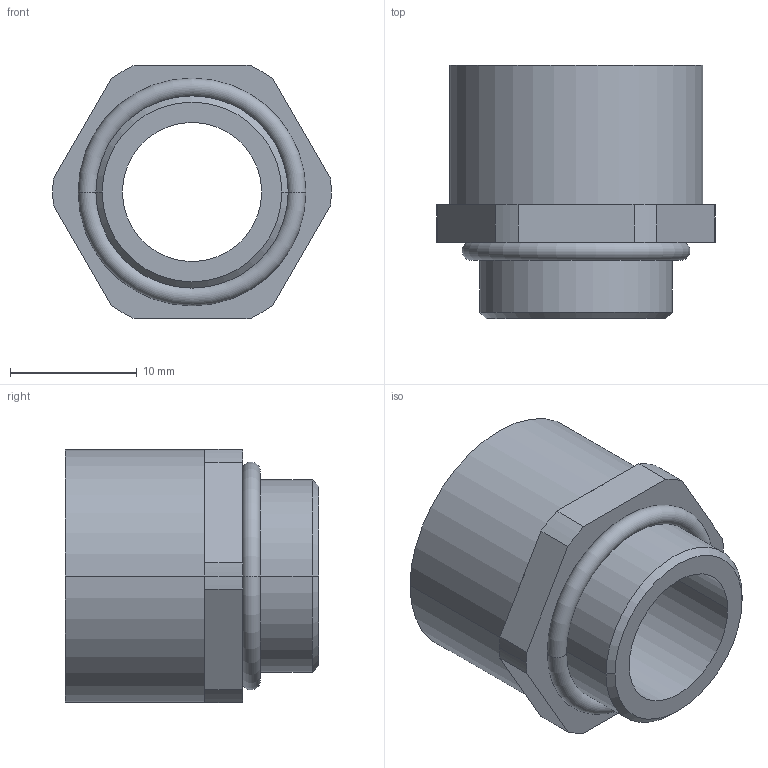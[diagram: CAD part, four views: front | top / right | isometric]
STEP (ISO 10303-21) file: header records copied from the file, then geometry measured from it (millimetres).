
FILE_DESCRIPTION (( 'STEP AP203' ), '1' );
FILE_NAME ('WNSC-PG9PG11.STP', '2017-10-13T00:49:31', ( '微软用户' ), ( '微软中国' ), 'SwSTEP 2.0', 'SolidWorks 2012', '' );
FILE_SCHEMA (( 'CONFIG_CONTROL_DESIGN' ));
Length unit declared in the file: millimetre
Products named in the file (1): WNSC-PG9PG11
Bounding box: 21.99 x 20 x 20 mm (x, y, z)
Volume: 2106.1 mm3; surface area: 2678.6 mm2
Topology: 1 solids, 2 shells, 40 faces, 93 edges, 58 vertices
Faces by surface type: cylinder 17, plane 17, torus 4, cone 2
Entity records: 1234 total; most frequent: DIRECTION 225, CARTESIAN_POINT 192, ORIENTED_EDGE 186, EDGE_CURVE 93, AXIS2_PLACEMENT_3D 91, VERTEX_POINT 58, CIRCLE 50, EDGE_LOOP 45
